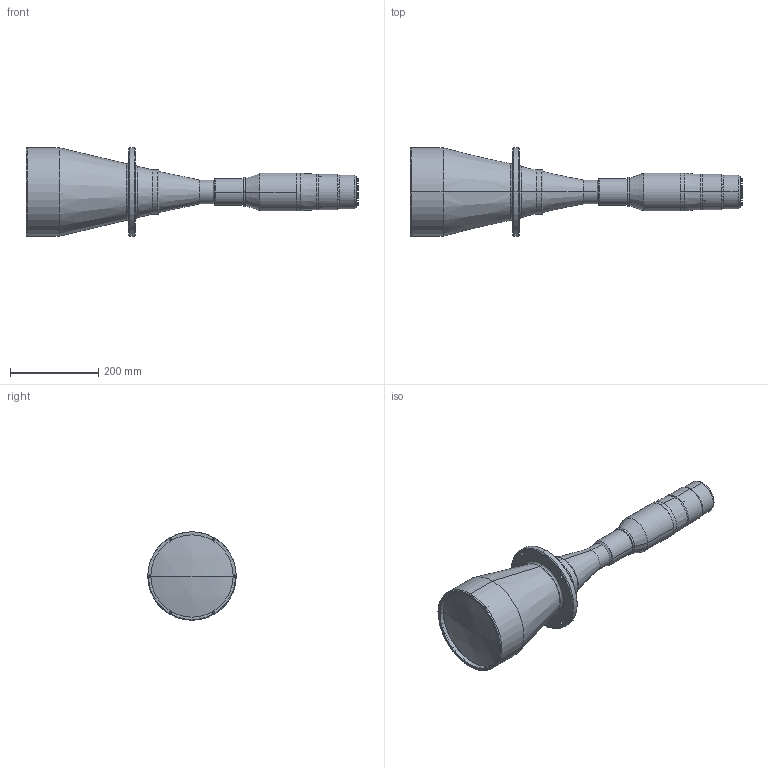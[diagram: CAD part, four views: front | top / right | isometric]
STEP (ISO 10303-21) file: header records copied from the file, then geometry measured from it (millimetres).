
FILE_DESCRIPTION (( 'STEP AP214' ), '1' );
FILE_NAME ('TC12K144.STEP', '2014-04-10T10:51:07', ( 'user' ), ( '' ), 'SwSTEP 2.0', 'SolidWorks 2013', '' );
FILE_SCHEMA (( 'AUTOMOTIVE_DESIGN' ));
Length unit declared in the file: millimetre
Products named in the file (1): TC12K144
Bounding box: 750.84 x 200 x 200 mm (x, y, z)
Surface area: 380381.5 mm2 (no closed solid volume)
Topology: 0 solids, 14 shells, 169 faces, 449 edges, 297 vertices
Faces by surface type: cylinder 96, plane 36, cone 24, torus 11, sphere 2
Entity records: 7555 total; most frequent: CARTESIAN_POINT 1222, DIRECTION 1032, ORIENTED_EDGE 820, EDGE_CURVE 449, AXIS2_PLACEMENT_3D 431, VERTEX_POINT 297, CIRCLE 261, EDGE_LOOP 224
